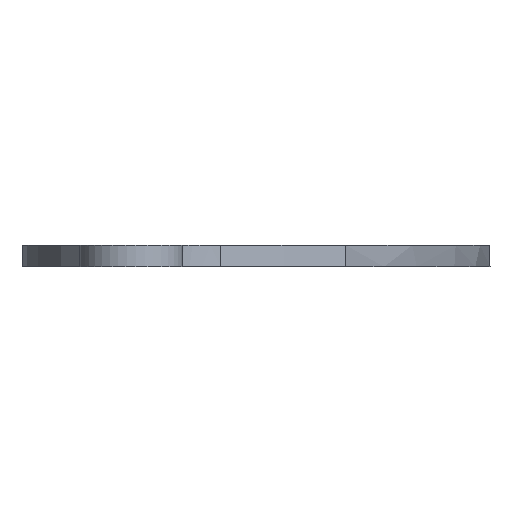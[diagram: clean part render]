
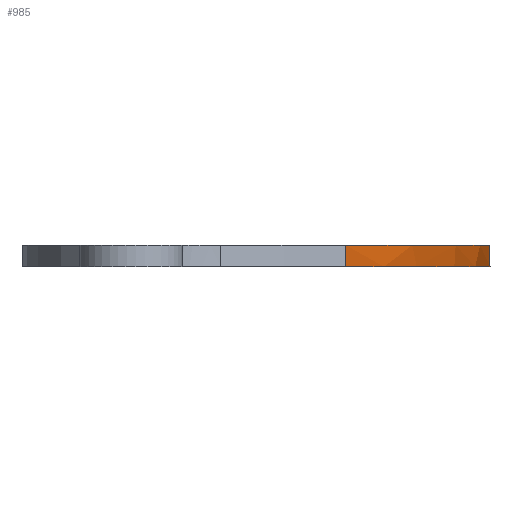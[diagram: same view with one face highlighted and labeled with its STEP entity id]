
A CAD part, left-side view. The second image highlights one B-rep face of the part: STEP entity #985.
In plain terms, the highlighted free-form (B-spline) face has degree [5, 1] with [15, 2] control points.
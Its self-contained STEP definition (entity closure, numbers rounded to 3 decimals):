
#15=(
BOUNDED_SURFACE()
B_SPLINE_SURFACE(5,1,((#21902,#21903),(#21904,#21905),(#21906,#21907),(#21908,
#21909),(#21910,#21911),(#21912,#21913),(#21914,#21915),(#21916,#21917),
(#21918,#21919),(#21920,#21921),(#21922,#21923),(#21924,#21925),(#21926,
#21927),(#21928,#21929),(#21930,#21931)),.UNSPECIFIED.,.F.,.F.,.F.)
B_SPLINE_SURFACE_WITH_KNOTS((6,1,1,1,1,1,1,1,1,1,6),(2,2),(0.,0.1,0.2,0.3,
0.4,0.5,0.6,0.7,0.8,0.9,1.),(0.,20.),.UNSPECIFIED.)
GEOMETRIC_REPRESENTATION_ITEM()
RATIONAL_B_SPLINE_SURFACE(((1.,1.),(1.,1.),(1.,1.),(1.,1.),(1.,1.),(1.,
1.),(1.,1.),(1.,1.),(1.,1.),(1.,1.),(1.,1.),(1.,1.),(1.,1.),(1.,1.),(1.,
1.)))
REPRESENTATION_ITEM('')
SURFACE()
);
#86=(
BOUNDED_CURVE()
B_SPLINE_CURVE(5,(#1313,#1314,#1315,#1316,#1317,#1318,#1319,#1320,#1321,
#1322,#1323,#1324,#1325,#1326,#1327),.UNSPECIFIED.,.F.,.F.)
B_SPLINE_CURVE_WITH_KNOTS((6,1,1,1,1,1,1,1,1,1,6),(0.,0.1,0.2,0.3,0.4,0.5,
0.6,0.7,0.8,0.9,0.998),.UNSPECIFIED.)
CURVE()
GEOMETRIC_REPRESENTATION_ITEM()
RATIONAL_B_SPLINE_CURVE((1.,1.,1.,1.,1.,1.,1.,1.,1.,1.,1.,1.,1.,1.,1.))
REPRESENTATION_ITEM('')
);
#122=FACE_OUTER_BOUND('',#191,.T.);
#191=EDGE_LOOP('',(#792,#793,#794,#795));
#252=LINE('',#21932,#294);
#294=VECTOR('',#1175,10.);
#351=B_SPLINE_CURVE_WITH_KNOTS('',3,(#20872,#20873,#20874,#20875,#20876,
#20877,#20878,#20879),.UNSPECIFIED.,.F.,.F.,(4,2,2,4),(0.059,
9.476,17.888,26.032),.UNSPECIFIED.);
#372=B_SPLINE_CURVE_WITH_KNOTS('',3,(#21898,#21899,#21900,#21901),
 .UNSPECIFIED.,.F.,.F.,(4,4),(0.,0.63),.UNSPECIFIED.);
#395=VERTEX_POINT('',#1305);
#396=VERTEX_POINT('',#1312);
#458=VERTEX_POINT('',#20866);
#459=VERTEX_POINT('',#20871);
#499=EDGE_CURVE('',#395,#396,#86,.T.);
#567=EDGE_CURVE('',#458,#459,#351,.T.);
#610=EDGE_CURVE('',#396,#458,#372,.T.);
#611=EDGE_CURVE('',#459,#395,#252,.T.);
#792=ORIENTED_EDGE('',*,*,#610,.F.);
#793=ORIENTED_EDGE('',*,*,#499,.F.);
#794=ORIENTED_EDGE('',*,*,#611,.F.);
#795=ORIENTED_EDGE('',*,*,#567,.F.);
#985=ADVANCED_FACE('',(#122),#15,.F.);
#1175=DIRECTION('',(0.,0.,1.));
#1305=CARTESIAN_POINT('',(92.086,56.255,6.3));
#1312=CARTESIAN_POINT('',(327.396,28.569,6.3));
#1313=CARTESIAN_POINT('Ctrl Pts',(92.086,56.255,6.3));
#1314=CARTESIAN_POINT('Ctrl Pts',(95.739,53.616,6.3));
#1315=CARTESIAN_POINT('Ctrl Pts',(103.141,48.527,6.3));
#1316=CARTESIAN_POINT('Ctrl Pts',(114.535,41.462,6.3));
#1317=CARTESIAN_POINT('Ctrl Pts',(130.314,33.194,6.3));
#1318=CARTESIAN_POINT('Ctrl Pts',(151.082,24.907,6.3));
#1319=CARTESIAN_POINT('Ctrl Pts',(172.974,18.826,6.3));
#1320=CARTESIAN_POINT('Ctrl Pts',(196.062,15.091,6.3));
#1321=CARTESIAN_POINT('Ctrl Pts',(220.351,13.71,6.3));
#1322=CARTESIAN_POINT('Ctrl Pts',(245.758,14.524,6.3));
#1323=CARTESIAN_POINT('Ctrl Pts',(272.08,17.326,6.3));
#1324=CARTESIAN_POINT('Ctrl Pts',(293.849,21.005,6.3));
#1325=CARTESIAN_POINT('Ctrl Pts',(310.534,24.514,6.3));
#1326=CARTESIAN_POINT('Ctrl Pts',(321.786,27.173,6.3));
#1327=CARTESIAN_POINT('Ctrl Pts',(327.396,28.569,6.3));
#20866=CARTESIAN_POINT('',(327.396,28.569,0.));
#20871=CARTESIAN_POINT('',(92.086,56.255,0.));
#20872=CARTESIAN_POINT('Ctrl Pts',(327.396,28.569,0.));
#20873=CARTESIAN_POINT('Ctrl Pts',(296.908,20.982,0.));
#20874=CARTESIAN_POINT('Ctrl Pts',(263.689,15.196,0.));
#20875=CARTESIAN_POINT('Ctrl Pts',(203.824,13.588,0.));
#20876=CARTESIAN_POINT('Ctrl Pts',(179.294,16.769,0.));
#20877=CARTESIAN_POINT('Ctrl Pts',(133.948,30.767,0.));
#20878=CARTESIAN_POINT('Ctrl Pts',(112.37,41.602,0.));
#20879=CARTESIAN_POINT('Ctrl Pts',(92.086,56.255,0.));
#21898=CARTESIAN_POINT('Ctrl Pts',(327.396,28.569,6.3));
#21899=CARTESIAN_POINT('Ctrl Pts',(327.396,28.569,4.2));
#21900=CARTESIAN_POINT('Ctrl Pts',(327.396,28.569,2.1));
#21901=CARTESIAN_POINT('Ctrl Pts',(327.396,28.569,0.));
#21902=CARTESIAN_POINT('Ctrl Pts',(92.086,56.255,6.3));
#21903=CARTESIAN_POINT('Ctrl Pts',(92.086,56.255,-193.7));
#21904=CARTESIAN_POINT('Ctrl Pts',(95.739,53.616,6.3));
#21905=CARTESIAN_POINT('Ctrl Pts',(95.739,53.616,-193.7));
#21906=CARTESIAN_POINT('Ctrl Pts',(103.141,48.527,6.3));
#21907=CARTESIAN_POINT('Ctrl Pts',(103.141,48.527,-193.7));
#21908=CARTESIAN_POINT('Ctrl Pts',(114.535,41.462,6.3));
#21909=CARTESIAN_POINT('Ctrl Pts',(114.535,41.462,-193.7));
#21910=CARTESIAN_POINT('Ctrl Pts',(130.314,33.194,6.3));
#21911=CARTESIAN_POINT('Ctrl Pts',(130.314,33.194,-193.7));
#21912=CARTESIAN_POINT('Ctrl Pts',(151.082,24.907,6.3));
#21913=CARTESIAN_POINT('Ctrl Pts',(151.082,24.907,-193.7));
#21914=CARTESIAN_POINT('Ctrl Pts',(172.974,18.826,6.3));
#21915=CARTESIAN_POINT('Ctrl Pts',(172.974,18.826,-193.7));
#21916=CARTESIAN_POINT('Ctrl Pts',(196.062,15.091,6.3));
#21917=CARTESIAN_POINT('Ctrl Pts',(196.062,15.091,-193.7));
#21918=CARTESIAN_POINT('Ctrl Pts',(220.351,13.71,6.3));
#21919=CARTESIAN_POINT('Ctrl Pts',(220.351,13.71,-193.7));
#21920=CARTESIAN_POINT('Ctrl Pts',(245.758,14.524,6.3));
#21921=CARTESIAN_POINT('Ctrl Pts',(245.758,14.524,-193.7));
#21922=CARTESIAN_POINT('Ctrl Pts',(272.186,17.337,6.3));
#21923=CARTESIAN_POINT('Ctrl Pts',(272.186,17.337,-193.7));
#21924=CARTESIAN_POINT('Ctrl Pts',(294.069,21.042,6.3));
#21925=CARTESIAN_POINT('Ctrl Pts',(294.069,21.042,-193.7));
#21926=CARTESIAN_POINT('Ctrl Pts',(310.871,24.585,6.3));
#21927=CARTESIAN_POINT('Ctrl Pts',(310.871,24.585,-193.7));
#21928=CARTESIAN_POINT('Ctrl Pts',(322.242,27.281,6.3));
#21929=CARTESIAN_POINT('Ctrl Pts',(322.242,27.281,-193.7));
#21930=CARTESIAN_POINT('Ctrl Pts',(327.971,28.712,6.3));
#21931=CARTESIAN_POINT('Ctrl Pts',(327.971,28.712,-193.7));
#21932=CARTESIAN_POINT('',(92.086,56.255,6.3));
